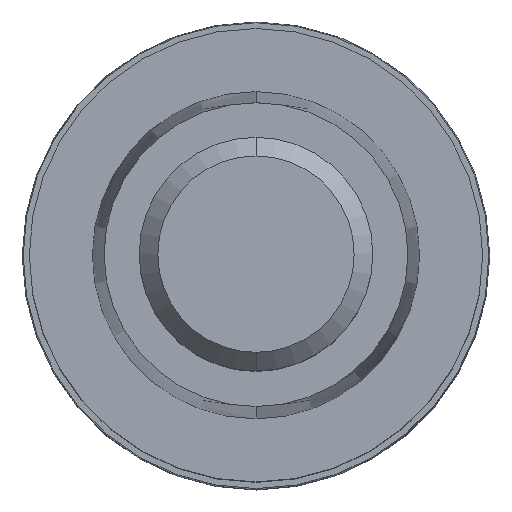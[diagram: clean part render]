
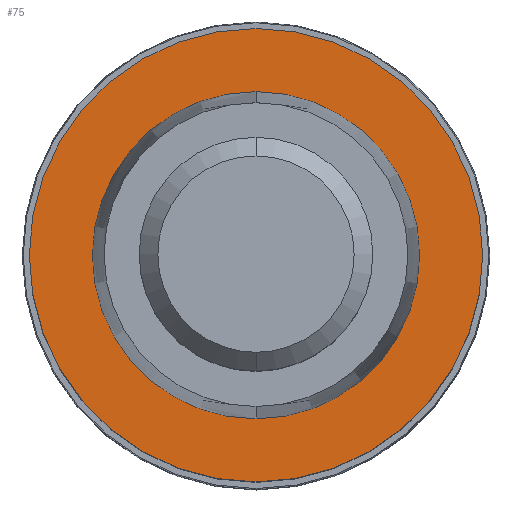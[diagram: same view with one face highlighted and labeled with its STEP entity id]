
A CAD part, top view. The second image highlights one B-rep face of the part: STEP entity #75.
In plain terms, the highlighted planar face has unit normal (0, 0, 1).
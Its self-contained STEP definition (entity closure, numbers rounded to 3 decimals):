
#34=FACE_BOUND('',#121,.T.);
#35=FACE_BOUND('',#122,.T.);
#60=PLANE('',#447);
#75=ADVANCED_FACE('',(#34,#35),#60,.F.);
#121=EDGE_LOOP('',(#174,#175));
#122=EDGE_LOOP('',(#176,#177));
#174=ORIENTED_EDGE('',*,*,#250,.F.);
#175=ORIENTED_EDGE('',*,*,#253,.F.);
#176=ORIENTED_EDGE('',*,*,#254,.F.);
#177=ORIENTED_EDGE('',*,*,#255,.F.);
#220=VERTEX_POINT('',#758);
#221=VERTEX_POINT('',#759);
#222=VERTEX_POINT('',#766);
#223=VERTEX_POINT('',#767);
#250=EDGE_CURVE('',#220,#221,#291,.T.);
#253=EDGE_CURVE('',#221,#220,#292,.T.);
#254=EDGE_CURVE('',#222,#223,#293,.T.);
#255=EDGE_CURVE('',#223,#222,#294,.T.);
#291=CIRCLE('',#441,4.85);
#292=CIRCLE('',#443,4.85);
#293=CIRCLE('',#445,3.5);
#294=CIRCLE('',#446,3.5);
#441=AXIS2_PLACEMENT_3D('',#757,#538,#539);
#443=AXIS2_PLACEMENT_3D('',#763,#544,#545);
#445=AXIS2_PLACEMENT_3D('',#765,#548,#549);
#446=AXIS2_PLACEMENT_3D('',#768,#550,#551);
#447=AXIS2_PLACEMENT_3D('',#769,#552,#553);
#538=DIRECTION('',(0.,0.,-1.));
#539=DIRECTION('',(0.,1.,0.));
#544=DIRECTION('',(0.,0.,-1.));
#545=DIRECTION('',(0.,-1.,0.));
#548=DIRECTION('',(0.,0.,1.));
#549=DIRECTION('',(0.,1.,0.));
#550=DIRECTION('',(0.,0.,1.));
#551=DIRECTION('',(0.,-1.,0.));
#552=DIRECTION('',(0.,0.,-1.));
#553=DIRECTION('',(0.,1.,0.));
#757=CARTESIAN_POINT('',(0.,0.,16.));
#758=CARTESIAN_POINT('',(0.,4.85,16.));
#759=CARTESIAN_POINT('',(0.,-4.85,16.));
#763=CARTESIAN_POINT('',(0.,0.,16.));
#765=CARTESIAN_POINT('',(0.,0.,16.));
#766=CARTESIAN_POINT('',(0.,3.5,16.));
#767=CARTESIAN_POINT('',(0.,-3.5,16.));
#768=CARTESIAN_POINT('',(0.,0.,16.));
#769=CARTESIAN_POINT('',(0.,0.,16.));
